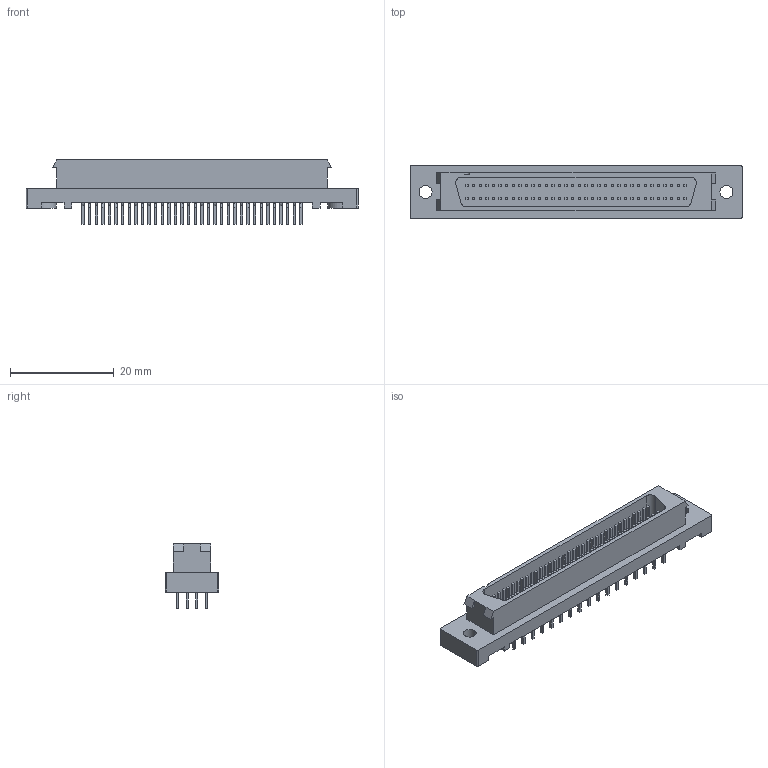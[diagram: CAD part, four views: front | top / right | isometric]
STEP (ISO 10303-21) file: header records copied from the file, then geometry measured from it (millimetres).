
FILE_DESCRIPTION((''),'2;1');
FILE_NAME('TYCO_2-5174339-5.stp','2010-11-24T11:42:27',(''),(''),'Mechanical Desktop 2011','Mechanical Desktop 2011',', , ');
FILE_SCHEMA(('AUTOMOTIVE_DESIGN { 1 2 10303 214 1 1 1 1 }'));
Length unit declared in the file: millimetre
Products named in the file (1): Product
Bounding box: 63.91 x 10.3 x 12.4 mm (x, y, z)
Volume: 2743.7 mm3; surface area: 4985.9 mm2
Topology: 154 solids, 154 shells, 1354 faces, 3104 edges, 2060 vertices
Faces by surface type: plane 552, bspline 515, cylinder 287
Entity records: 37792 total; most frequent: CARTESIAN_POINT 8064, ORIENTED_EDGE 6208, DIRECTION 5358, EDGE_CURVE 3104, VECTOR 2530, LINE 2530, VERTEX_POINT 2060, AXIS2_PLACEMENT_3D 1414
